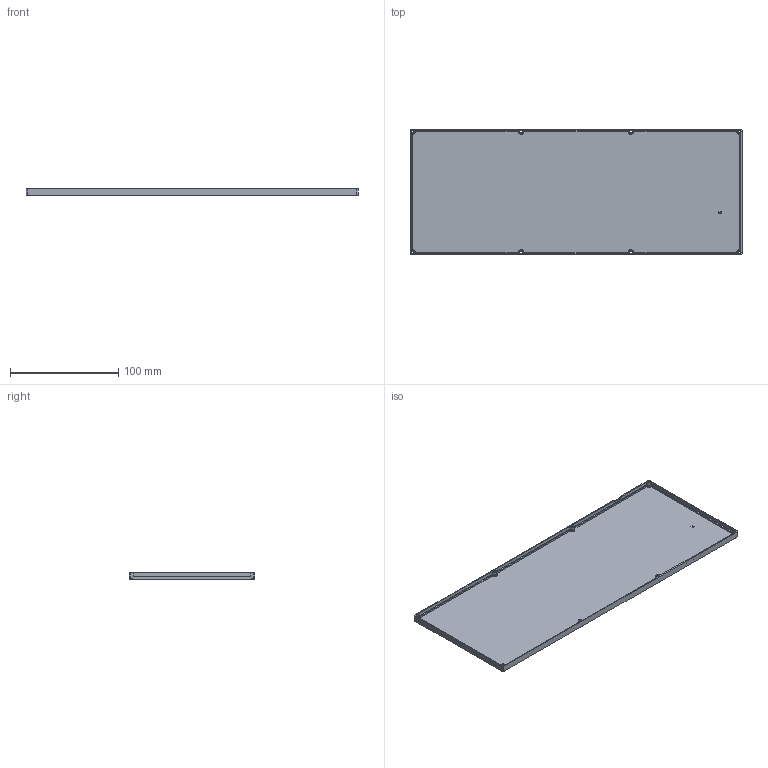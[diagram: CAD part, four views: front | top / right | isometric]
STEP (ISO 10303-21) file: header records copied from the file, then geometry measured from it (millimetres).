
FILE_DESCRIPTION(('FreeCAD Model'),'2;1');
FILE_NAME('Open CASCADE Shape Model','2021-07-24T16:14:56',('Author'),( ''),'Open CASCADE STEP processor 7.5','FreeCAD','Unknown');
FILE_SCHEMA(('AUTOMOTIVE_DESIGN { 1 0 10303 214 1 1 1 1 }'));
Length unit declared in the file: millimetre
Products named in the file (1): bottom
Bounding box: 306.8 x 116.3 x 5.85 mm (x, y, z)
Volume: 53866.4 mm3; surface area: 80342.2 mm2
Topology: 1 solids, 1 shells, 103 faces, 289 edges, 190 vertices
Faces by surface type: plane 64, cylinder 31, cone 8
Full cylindrical faces by diameter (mm): 1 x1, 2.4 x8
Entity records: 7184 total; most frequent: CARTESIAN_POINT 1281, DIRECTION 1125, LINE 735, VECTOR 735, ORIENTED_EDGE 578, PCURVE 578, DEFINITIONAL_REPRESENTATION 578, EDGE_CURVE 289
